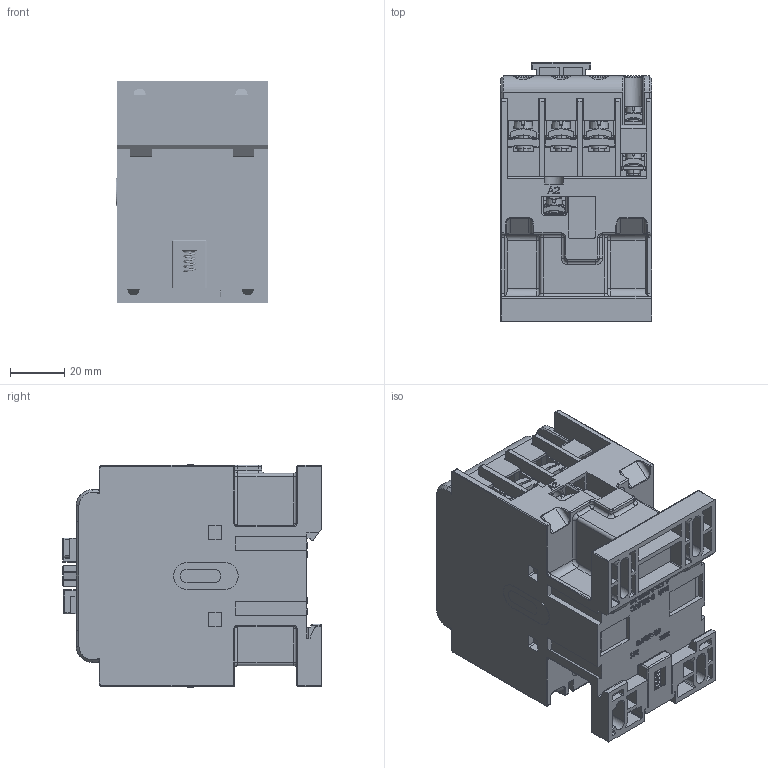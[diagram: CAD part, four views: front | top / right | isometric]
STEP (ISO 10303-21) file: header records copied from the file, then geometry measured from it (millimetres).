
FILE_DESCRIPTION((''),'2;1');
FILE_NAME('2400029000_SW0001','2020-06-02T',('yanran.zhu'),(''),'PRO/ENGINEER BY PARAMETRIC TECHNOLOGY CORPORATION, 2015440','PRO/ENGINEER BY PARAMETRIC TECHNOLOGY CORPORATION, 2015440','');
FILE_SCHEMA(('CONFIG_CONTROL_DESIGN'));
Products named in the file (1): 2400029000_SW0001
Bounding box: 56.22 x 95.8 x 82.4 mm (x, y, z)
Volume: 252252.9 mm3; surface area: 111126 mm2
Topology: 5 solids, 6 shells, 6641 faces, 18271 edges, 11541 vertices
Faces by surface type: plane 4127, cylinder 1449, extrusion 414, torus 273, bspline 190, cone 132, sphere 56
Entity records: 233517 total; most frequent: CARTESIAN_POINT 66614, ORIENTED_EDGE 36536, DIRECTION 32034, EDGE_CURVE 18268, VECTOR 13430, LINE 13016, VERTEX_POINT 11541, AXIS2_PLACEMENT_3D 9302
